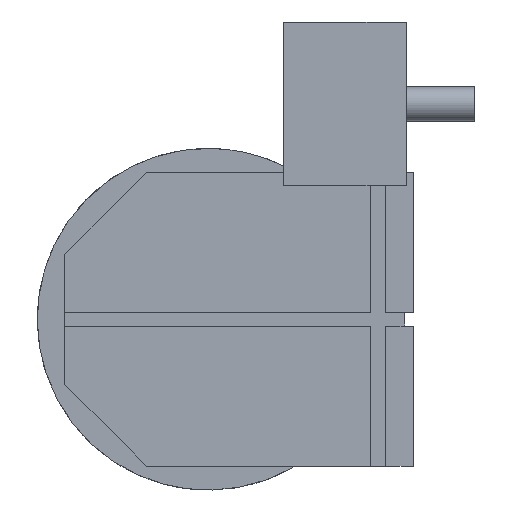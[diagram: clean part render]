
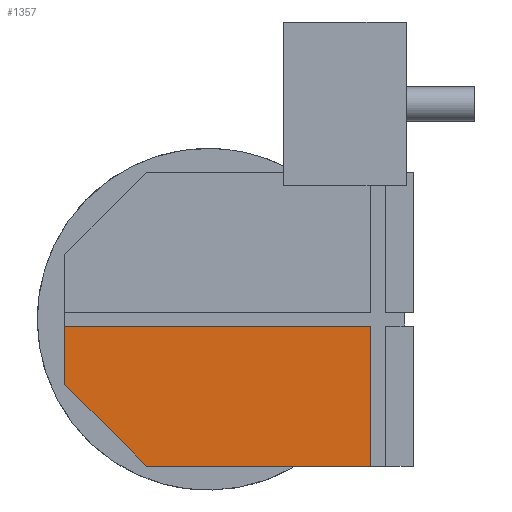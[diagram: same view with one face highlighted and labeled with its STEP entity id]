
A CAD part, front view. The second image highlights one B-rep face of the part: STEP entity #1357.
In plain terms, the highlighted free-form (B-spline) face has degree [1, 1] with [2, 2] control points.
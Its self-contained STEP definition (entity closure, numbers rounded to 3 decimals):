
#286 = VERTEX_POINT('',#287);
#287 = CARTESIAN_POINT('',(265.908,0.,
    -240.211));
#292 = EDGE_CURVE('',#293,#286,#295,.T.);
#293 = VERTEX_POINT('',#294);
#294 = CARTESIAN_POINT('',(-100.554,0.,
    -240.211));
#295 = B_SPLINE_CURVE_WITH_KNOTS('',1,(#296,#297),.UNSPECIFIED.,.F.,.F.,
  (2,2),(-9.,23.8),.PIECEWISE_BEZIER_KNOTS.);
#296 = CARTESIAN_POINT('',(-100.554,0.,
    -240.211));
#297 = CARTESIAN_POINT('',(265.908,0.,
    -240.211));
#611 = VERTEX_POINT('',#612);
#612 = CARTESIAN_POINT('',(-234.625,0.,
    -11.173));
#619 = EDGE_CURVE('',#620,#611,#622,.T.);
#620 = VERTEX_POINT('',#621);
#621 = CARTESIAN_POINT('',(265.908,0.,
    -11.173));
#622 = B_SPLINE_CURVE_WITH_KNOTS('',1,(#623,#624),.UNSPECIFIED.,.F.,.F.,
  (2,2),(-23.8,21.),.PIECEWISE_BEZIER_KNOTS.);
#623 = CARTESIAN_POINT('',(265.908,0.,
    -11.173));
#624 = CARTESIAN_POINT('',(-234.625,0.,
    -11.173));
#841 = VERTEX_POINT('',#842);
#842 = CARTESIAN_POINT('',(-234.625,0.,
    -106.14));
#847 = EDGE_CURVE('',#841,#611,#848,.T.);
#848 = B_SPLINE_CURVE_WITH_KNOTS('',1,(#849,#850),.UNSPECIFIED.,.F.,.F.,
  (2,2),(-9.5,-1.),.PIECEWISE_BEZIER_KNOTS.);
#849 = CARTESIAN_POINT('',(-234.625,0.,
    -106.14));
#850 = CARTESIAN_POINT('',(-234.625,0.,
    -11.173));
#1337 = EDGE_CURVE('',#293,#841,#1338,.T.);
#1338 = B_SPLINE_CURVE_WITH_KNOTS('',1,(#1339,#1340),.UNSPECIFIED.,.F.,
  .F.,(2,2),(-8.662,8.309),.PIECEWISE_BEZIER_KNOTS.);
#1339 = CARTESIAN_POINT('',(-100.554,0.,
    -240.211));
#1340 = CARTESIAN_POINT('',(-234.625,0.,
    -106.14));
#1357 = ADVANCED_FACE('',(#1358),#1369,.T.);
#1358 = FACE_BOUND('',#1359,.T.);
#1359 = EDGE_LOOP('',(#1360,#1361,#1362,#1363,#1364));
#1360 = ORIENTED_EDGE('',*,*,#619,.T.);
#1361 = ORIENTED_EDGE('',*,*,#847,.F.);
#1362 = ORIENTED_EDGE('',*,*,#1337,.F.);
#1363 = ORIENTED_EDGE('',*,*,#292,.T.);
#1364 = ORIENTED_EDGE('',*,*,#1365,.T.);
#1365 = EDGE_CURVE('',#286,#620,#1366,.T.);
#1366 = B_SPLINE_CURVE_WITH_KNOTS('',1,(#1367,#1368),.UNSPECIFIED.,.F.,
  .F.,(2,2),(-21.5,-1.),.PIECEWISE_BEZIER_KNOTS.);
#1367 = CARTESIAN_POINT('',(265.908,0.,
    -240.211));
#1368 = CARTESIAN_POINT('',(265.908,0.,
    -11.173));
#1369 = B_SPLINE_SURFACE_WITH_KNOTS('',1,1,(
    (#1370,#1371)
    ,(#1372,#1373
  )),.UNSPECIFIED.,.F.,.F.,.F.,(2,2),(2,2),(0.999,21.501),(-21.001,
    23.801),.PIECEWISE_BEZIER_KNOTS.);
#1370 = CARTESIAN_POINT('',(-234.636,0.,
    -11.161));
#1371 = CARTESIAN_POINT('',(265.92,0.,
    -11.161));
#1372 = CARTESIAN_POINT('',(-234.636,0.,
    -240.223));
#1373 = CARTESIAN_POINT('',(265.92,0.,
    -240.223));
